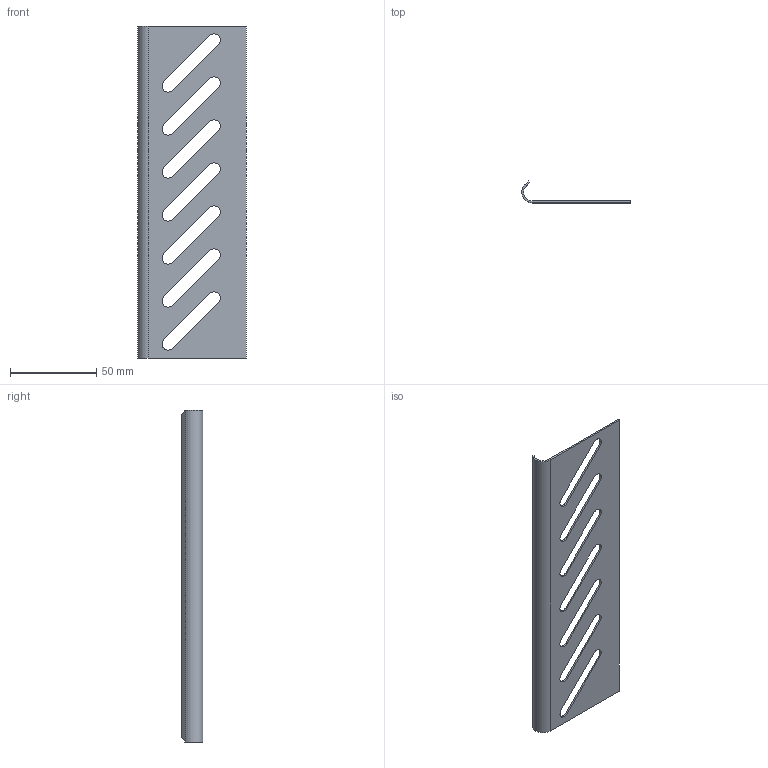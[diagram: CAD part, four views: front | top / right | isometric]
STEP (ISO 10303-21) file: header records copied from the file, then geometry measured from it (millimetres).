
FILE_DESCRIPTION((''),'2;1');
FILE_NAME('7083203','2013-02-06T',('AndreasKeweloh'),(''),'PRO/ENGINEER BY PARAMETRIC TECHNOLOGY CORPORATION, 2012360','PRO/ENGINEER BY PARAMETRIC TECHNOLOGY CORPORATION, 2012360','');
FILE_SCHEMA(('CONFIG_CONTROL_DESIGN'));
Length unit declared in the file: millimetre
Products named in the file (1): 7083203
Bounding box: 62.99 x 12.5 x 193 mm (x, y, z)
Volume: 11977.8 mm3; surface area: 25170.4 mm2
Topology: 1 solids, 1 shells, 43 faces, 119 edges, 78 vertices
Faces by surface type: plane 26, cylinder 17
Entity records: 1441 total; most frequent: CARTESIAN_POINT 240, DIRECTION 239, ORIENTED_EDGE 238, EDGE_CURVE 119, VECTOR 85, LINE 85, VERTEX_POINT 78, AXIS2_PLACEMENT_3D 77
